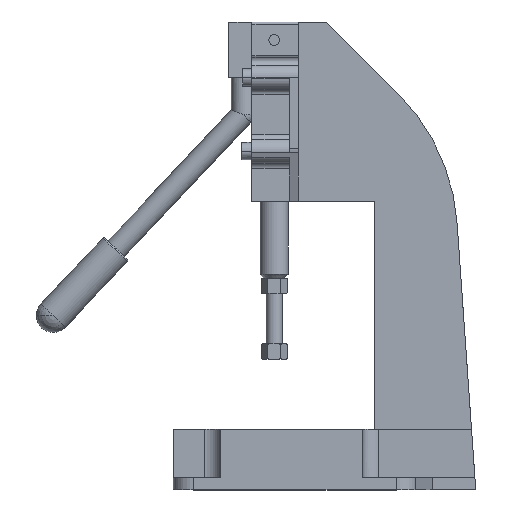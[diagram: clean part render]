
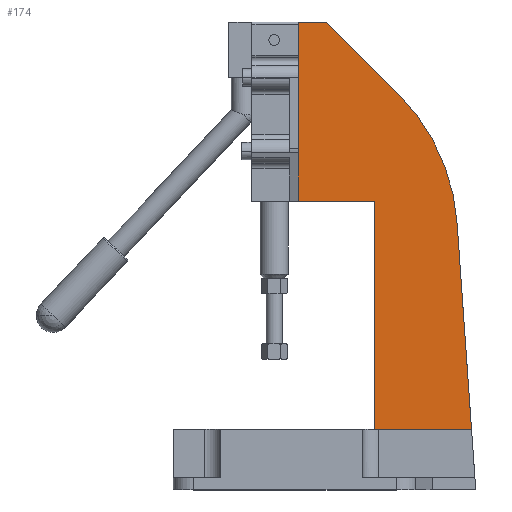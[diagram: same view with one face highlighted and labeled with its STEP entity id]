
A CAD part, top view. The second image highlights one B-rep face of the part: STEP entity #174.
In plain terms, the highlighted planar face has unit normal (0, 0, 1).
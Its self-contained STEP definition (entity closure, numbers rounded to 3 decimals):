
#174 = ADVANCED_FACE( '', ( #576 ), #577, .T. );
#576 = FACE_OUTER_BOUND( '', #1194, .T. );
#577 = PLANE( '', #1195 );
#1194 = EDGE_LOOP( '', ( #2392, #2393, #2394, #2395, #2396, #2397, #2398, #2399, #2400, #2401 ) );
#1195 = AXIS2_PLACEMENT_3D( '', #2402, #2403, #2404 );
#2392 = ORIENTED_EDGE( '', *, *, #4380, .T. );
#2393 = ORIENTED_EDGE( '', *, *, #4399, .T. );
#2394 = ORIENTED_EDGE( '', *, *, #4400, .T. );
#2395 = ORIENTED_EDGE( '', *, *, #4401, .T. );
#2396 = ORIENTED_EDGE( '', *, *, #4402, .T. );
#2397 = ORIENTED_EDGE( '', *, *, #4403, .T. );
#2398 = ORIENTED_EDGE( '', *, *, #4404, .F. );
#2399 = ORIENTED_EDGE( '', *, *, #4405, .T. );
#2400 = ORIENTED_EDGE( '', *, *, #4406, .T. );
#2401 = ORIENTED_EDGE( '', *, *, #4407, .T. );
#2402 = CARTESIAN_POINT( '', ( 0., 0., 20.374 ) );
#2403 = DIRECTION( '', ( 0., 0., 1. ) );
#2404 = DIRECTION( '', ( 1., 0., 0. ) );
#4380 = EDGE_CURVE( '', #5411, #5408, #5412, .T. );
#4399 = EDGE_CURVE( '', #5408, #5438, #5439, .T. );
#4400 = EDGE_CURVE( '', #5438, #5440, #5441, .T. );
#4401 = EDGE_CURVE( '', #5440, #5442, #5443, .T. );
#4402 = EDGE_CURVE( '', #5442, #5444, #5445, .T. );
#4403 = EDGE_CURVE( '', #5444, #5446, #5447, .T. );
#4404 = EDGE_CURVE( '', #5448, #5446, #5449, .T. );
#4405 = EDGE_CURVE( '', #5448, #5450, #5451, .T. );
#4406 = EDGE_CURVE( '', #5450, #5452, #5453, .T. );
#4407 = EDGE_CURVE( '', #5452, #5411, #5454, .T. );
#5408 = VERTEX_POINT( '', #6928 );
#5411 = VERTEX_POINT( '', #6932 );
#5412 = LINE( '', #6933, #6934 );
#5438 = VERTEX_POINT( '', #6973 );
#5439 = LINE( '', #6974, #6975 );
#5440 = VERTEX_POINT( '', #6976 );
#5441 = CIRCLE( '', #6977, 101. );
#5442 = VERTEX_POINT( '', #6978 );
#5443 = LINE( '', #6979, #6980 );
#5444 = VERTEX_POINT( '', #6981 );
#5445 = LINE( '', #6982, #6983 );
#5446 = VERTEX_POINT( '', #6984 );
#5447 = LINE( '', #6985, #6986 );
#5448 = VERTEX_POINT( '', #6987 );
#5449 = LINE( '', #6988, #6989 );
#5450 = VERTEX_POINT( '', #6990 );
#5451 = LINE( '', #6991, #6992 );
#5452 = VERTEX_POINT( '', #6993 );
#5453 = LINE( '', #6994, #6995 );
#5454 = LINE( '', #6996, #6997 );
#6928 = CARTESIAN_POINT( '', ( 85.901, -112.98, 20.374 ) );
#6932 = CARTESIAN_POINT( '', ( 38., -112.98, 20.374 ) );
#6933 = CARTESIAN_POINT( '', ( 0., -112.98, 20.374 ) );
#6934 = VECTOR( '', #8897, 1. );
#6973 = CARTESIAN_POINT( '', ( 78.755, -10.791, 20.374 ) );
#6974 = CARTESIAN_POINT( '', ( 88., -143., 20.374 ) );
#6975 = VECTOR( '', #8926, 1. );
#6976 = CARTESIAN_POINT( '', ( 49.419, 53.581, 20.374 ) );
#6977 = AXIS2_PLACEMENT_3D( '', #8927, #8928, #8929 );
#6978 = CARTESIAN_POINT( '', ( 14., 89., 20.374 ) );
#6979 = CARTESIAN_POINT( '', ( 49.419, 53.581, 20.374 ) );
#6980 = VECTOR( '', #8930, 1. );
#6981 = CARTESIAN_POINT( '', ( 0., 89., 20.374 ) );
#6982 = CARTESIAN_POINT( '', ( 14., 89., 20.374 ) );
#6983 = VECTOR( '', #8931, 1. );
#6984 = CARTESIAN_POINT( '', ( 0., 66.618, 20.374 ) );
#6985 = CARTESIAN_POINT( '', ( 0., 89., 20.374 ) );
#6986 = VECTOR( '', #8932, 1. );
#6987 = CARTESIAN_POINT( '', ( 0., 18.19, 20.374 ) );
#6988 = CARTESIAN_POINT( '', ( 0., 0., 20.374 ) );
#6989 = VECTOR( '', #8933, 1. );
#6990 = CARTESIAN_POINT( '', ( 0., -0.02, 20.374 ) );
#6991 = CARTESIAN_POINT( '', ( 0., 89., 20.374 ) );
#6992 = VECTOR( '', #8934, 1. );
#6993 = CARTESIAN_POINT( '', ( 38., -0.02, 20.374 ) );
#6994 = CARTESIAN_POINT( '', ( 0., -0.02, 20.374 ) );
#6995 = VECTOR( '', #8935, 1. );
#6996 = CARTESIAN_POINT( '', ( 38., -0.02, 20.374 ) );
#6997 = VECTOR( '', #8936, 1. );
#8897 = DIRECTION( '', ( 1., 0., 0. ) );
#8926 = DIRECTION( '', ( -0.07, 0.998, 0. ) );
#8927 = CARTESIAN_POINT( '', ( -21.999, -17.837, 20.374 ) );
#8928 = DIRECTION( '', ( 0., 0., 1. ) );
#8929 = DIRECTION( '', ( 0.998, 0.07, 0. ) );
#8930 = DIRECTION( '', ( -0.707, 0.707, 0. ) );
#8931 = DIRECTION( '', ( -1., 0., 0. ) );
#8932 = DIRECTION( '', ( 0., -1., 0. ) );
#8933 = DIRECTION( '', ( 0., 1., 0. ) );
#8934 = DIRECTION( '', ( 0., -1., 0. ) );
#8935 = DIRECTION( '', ( 1., 0., 0. ) );
#8936 = DIRECTION( '', ( 0., -1., 0. ) );
